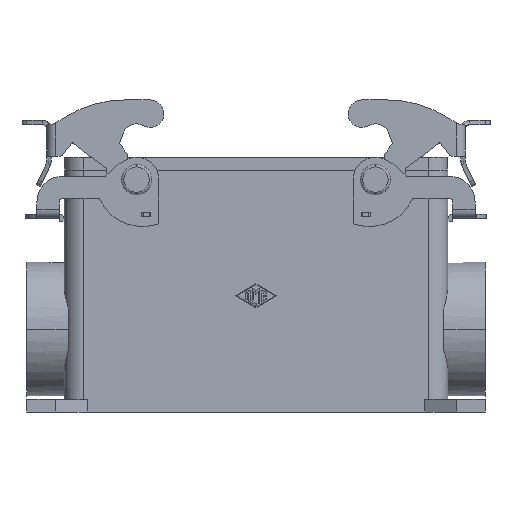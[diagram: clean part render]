
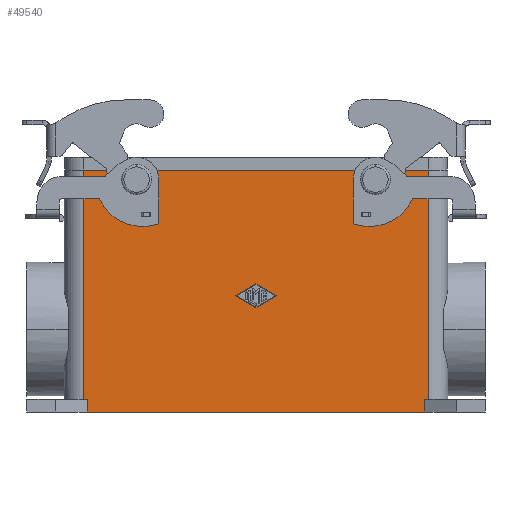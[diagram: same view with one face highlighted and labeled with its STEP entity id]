
A CAD part, front view. The second image highlights one B-rep face of the part: STEP entity #49540.
In plain terms, the highlighted planar face has unit normal (0, -1, 0).
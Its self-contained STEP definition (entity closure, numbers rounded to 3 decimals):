
#13440=CARTESIAN_POINT('',(0.,-22.25,1.5)
);
#13450=VERTEX_POINT('',#13440);
#13500=CARTESIAN_POINT('',(0.,-22.25,0.));
#13510=DIRECTION('',(0.,1.,0.));
#13520=DIRECTION('',(0.,0.,1.));
#13530=AXIS2_PLACEMENT_3D('',#13500,#13510,#13520);
#13540=CIRCLE('',#13530,1.5);
#13550=CARTESIAN_POINT('',(0.,-22.25,
-1.5));
#13560=VERTEX_POINT('',#13550);
#13570=EDGE_CURVE('',#13450,#13560,#13540,.T.);
#20370=CARTESIAN_POINT('',(-75.,-22.25,-1.5));
#20380=VERTEX_POINT('',#20370);
#20560=CARTESIAN_POINT('',(-75.,-22.25,1.5));
#20570=VERTEX_POINT('',#20560);
#20600=CARTESIAN_POINT('',(-75.,-22.25,0.));
#20610=DIRECTION('',(0.,1.,0.));
#20620=DIRECTION('',(0.,0.,1.));
#20630=AXIS2_PLACEMENT_3D('',#20600,#20610,#20620);
#20640=CIRCLE('',#20630,1.5);
#20650=EDGE_CURVE('',#20570,#20380,#20640,.T.);
#39140=CARTESIAN_POINT('',(-37.5,-22.25,-40.249));
#39150=VERTEX_POINT('',#39140);
#39200=CARTESIAN_POINT('',(-37.5,-22.25,-40.249));
#39210=DIRECTION('',(-0.866,0.,0.5));
#39220=VECTOR('',#39210,7.504);
#39230=LINE('',#39200,#39220);
#39240=CARTESIAN_POINT('',(-44.,-22.25,-36.5));
#39250=VERTEX_POINT('',#39240);
#39260=EDGE_CURVE('',#39150,#39250,#39230,.T.);
#39610=CARTESIAN_POINT('',(-31.,-22.25,-36.5));
#39620=VERTEX_POINT('',#39610);
#39670=CARTESIAN_POINT('',(-31.,-22.25,-36.5));
#39680=DIRECTION('',(-0.866,0.,-0.5));
#39690=VECTOR('',#39680,7.504);
#39700=LINE('',#39670,#39690);
#39710=EDGE_CURVE('',#39620,#39150,#39700,.T.);
#39990=CARTESIAN_POINT('',(-37.5,-22.25,-32.751));
#40000=VERTEX_POINT('',#39990);
#40050=CARTESIAN_POINT('',(-37.5,-22.25,-32.751));
#40060=DIRECTION('',(0.866,0.,-0.5));
#40070=VECTOR('',#40060,7.504);
#40080=LINE('',#40050,#40070);
#40090=EDGE_CURVE('',#40000,#39620,#40080,.T.);
#40340=CARTESIAN_POINT('',(-44.,-22.25,-36.5));
#40350=DIRECTION('',(0.866,0.,0.5));
#40360=VECTOR('',#40350,7.504);
#40370=LINE('',#40340,#40360);
#40380=EDGE_CURVE('',#39250,#40000,#40370,.T.);
#48670=CARTESIAN_POINT('',(15.5,-22.25,-73.));
#48680=DIRECTION('',(0.,-1.,0.));
#48690=DIRECTION('',(0.,0.,-1.));
#48700=AXIS2_PLACEMENT_3D('',#48670,#48680,#48690);
#48710=PLANE('',#48700);
#48720=ORIENTED_EDGE('',*,*,#39710,.T.);
#48730=ORIENTED_EDGE('',*,*,#40090,.T.);
#48740=ORIENTED_EDGE('',*,*,#40380,.T.);
#48750=ORIENTED_EDGE('',*,*,#39260,.T.);
#48760=EDGE_LOOP('',(#48750,#48740,#48730,#48720));
#48770=FACE_BOUND('',#48760,.T.);
#48780=ORIENTED_EDGE('',*,*,#13570,.T.);
#48790=EDGE_CURVE('',#13560,#13450,#13540,.T.);
#48800=ORIENTED_EDGE('',*,*,#48790,.T.);
#48810=EDGE_LOOP('',(#48800,#48780));
#48820=FACE_BOUND('',#48810,.T.);
#48830=EDGE_CURVE('',#20380,#20570,#20640,.T.);
#48840=ORIENTED_EDGE('',*,*,#48830,.T.);
#48850=ORIENTED_EDGE('',*,*,#20650,.T.);
#48860=EDGE_LOOP('',(#48850,#48840));
#48870=FACE_BOUND('',#48860,.T.);
#48880=CARTESIAN_POINT('',(-90.5,-22.25,-69.));
#48890=DIRECTION('',(-1.,0.,0.));
#48900=VECTOR('',#48890,1.25);
#48910=LINE('',#48880,#48900);
#48920=CARTESIAN_POINT('',(-90.5,-22.25,-69.));
#48930=VERTEX_POINT('',#48920);
#48940=CARTESIAN_POINT('',(-91.75,-22.25,-69.));
#48950=VERTEX_POINT('',#48940);
#48960=EDGE_CURVE('',#48930,#48950,#48910,.T.);
#48970=ORIENTED_EDGE('',*,*,#48960,.F.);
#48980=CARTESIAN_POINT('',(-91.75,-22.25,-69.));
#48990=DIRECTION('',(0.,0.,1.));
#49000=VECTOR('',#48990,72.);
#49010=LINE('',#48980,#49000);
#49020=CARTESIAN_POINT('',(-91.75,-22.25,3.));
#49030=VERTEX_POINT('',#49020);
#49040=EDGE_CURVE('',#48950,#49030,#49010,.T.);
#49050=ORIENTED_EDGE('',*,*,#49040,.F.);
#49060=CARTESIAN_POINT('',(16.75,-22.25,3.));
#49070=DIRECTION('',(-1.,0.,0.));
#49080=VECTOR('',#49070,108.5);
#49090=LINE('',#49060,#49080);
#49100=CARTESIAN_POINT('',(16.75,-22.25,3.));
#49110=VERTEX_POINT('',#49100);
#49120=EDGE_CURVE('',#49110,#49030,#49090,.T.);
#49130=ORIENTED_EDGE('',*,*,#49120,.T.);
#49140=CARTESIAN_POINT('',(16.75,-22.25,-69.));
#49150=DIRECTION('',(0.,0.,1.));
#49160=VECTOR('',#49150,72.);
#49170=LINE('',#49140,#49160);
#49180=CARTESIAN_POINT('',(16.75,-22.25,-69.));
#49190=VERTEX_POINT('',#49180);
#49200=EDGE_CURVE('',#49190,#49110,#49170,.T.);
#49210=ORIENTED_EDGE('',*,*,#49200,.T.);
#49220=CARTESIAN_POINT('',(16.75,-22.25,-69.));
#49230=DIRECTION('',(-1.,0.,0.));
#49240=VECTOR('',#49230,1.25);
#49250=LINE('',#49220,#49240);
#49260=CARTESIAN_POINT('',(15.5,-22.25,-69.));
#49270=VERTEX_POINT('',#49260);
#49280=EDGE_CURVE('',#49190,#49270,#49250,.T.);
#49290=ORIENTED_EDGE('',*,*,#49280,.F.);
#49300=CARTESIAN_POINT('',(15.5,-22.25,-73.));
#49310=DIRECTION('',(0.,0.,1.));
#49320=VECTOR('',#49310,4.);
#49330=LINE('',#49300,#49320);
#49340=CARTESIAN_POINT('',(15.5,-22.25,-73.));
#49350=VERTEX_POINT('',#49340);
#49360=EDGE_CURVE('',#49350,#49270,#49330,.T.);
#49370=ORIENTED_EDGE('',*,*,#49360,.T.);
#49380=CARTESIAN_POINT('',(15.5,-22.25,-73.));
#49390=DIRECTION('',(-1.,0.,0.));
#49400=VECTOR('',#49390,106.);
#49410=LINE('',#49380,#49400);
#49420=CARTESIAN_POINT('',(-90.5,-22.25,-73.));
#49430=VERTEX_POINT('',#49420);
#49440=EDGE_CURVE('',#49350,#49430,#49410,.T.);
#49450=ORIENTED_EDGE('',*,*,#49440,.F.);
#49460=CARTESIAN_POINT('',(-90.5,-22.25,-73.));
#49470=DIRECTION('',(0.,0.,1.));
#49480=VECTOR('',#49470,4.);
#49490=LINE('',#49460,#49480);
#49500=EDGE_CURVE('',#49430,#48930,#49490,.T.);
#49510=ORIENTED_EDGE('',*,*,#49500,.F.);
#49520=EDGE_LOOP('',(#49510,#49450,#49370,#49290,#49210,#49130,#49050,
#48970));
#49530=FACE_OUTER_BOUND('',#49520,.T.);
#49540=ADVANCED_FACE('',(#48770,#48820,#48870,#49530),#48710,.T.);
